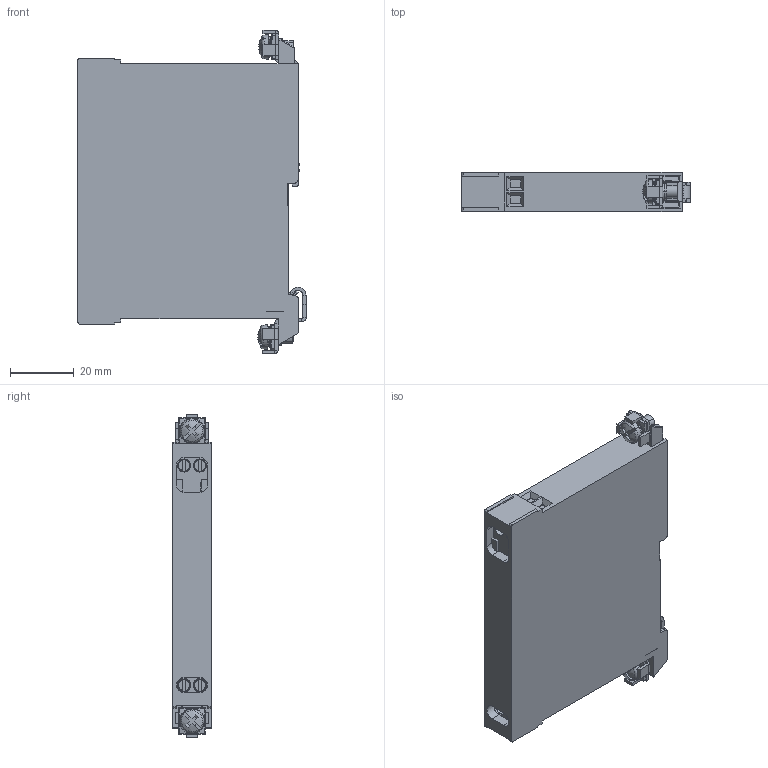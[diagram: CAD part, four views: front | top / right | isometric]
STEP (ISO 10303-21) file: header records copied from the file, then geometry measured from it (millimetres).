
FILE_DESCRIPTION (( 'STEP AP214' ), '1' );
FILE_NAME ('900211-130-360-001.STEP', '2024-10-29T15:05:49', ( '' ), ( '' ), 'SwSTEP 2.0', 'SolidWorks 2023', '' );
FILE_SCHEMA (( 'AUTOMOTIVE_DESIGN' ));
Length unit declared in the file: inch
Products named in the file (1): 900211-130-360-001
Bounding box: 71.63 x 12.2 x 101.5 mm (x, y, z)
Volume: 65246.7 mm3; surface area: 21756.3 mm2
Topology: 4 solids, 8 shells, 762 faces, 1998 edges, 1258 vertices
Faces by surface type: plane 528, cylinder 146, bspline 50, cone 38
Entity records: 25559 total; most frequent: CARTESIAN_POINT 7050, ORIENTED_EDGE 3996, DIRECTION 3619, EDGE_CURVE 1998, LINE 1399, VECTOR 1399, VERTEX_POINT 1258, AXIS2_PLACEMENT_3D 1110
